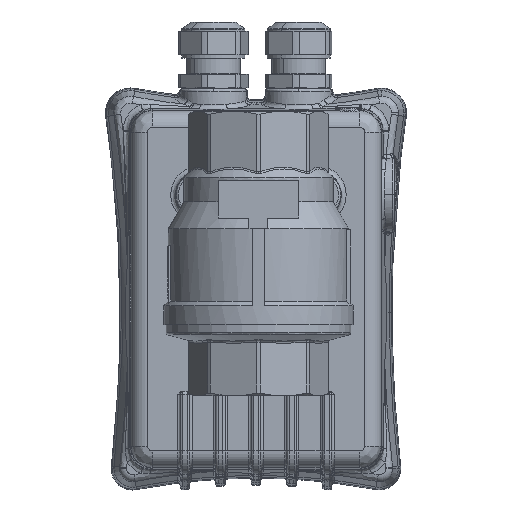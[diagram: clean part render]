
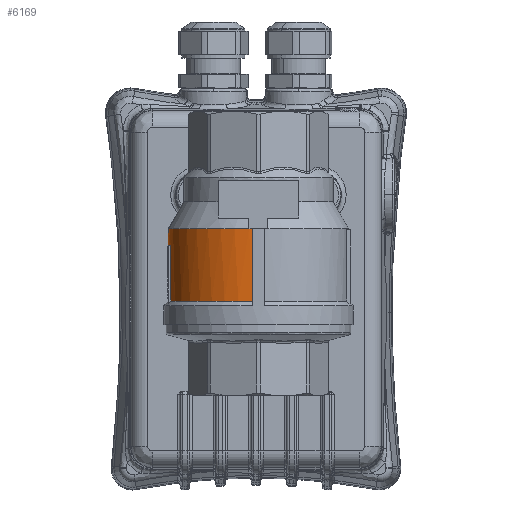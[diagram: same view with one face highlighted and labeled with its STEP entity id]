
A CAD part, front view. The second image highlights one B-rep face of the part: STEP entity #6169.
In plain terms, the highlighted cylindrical face has radius 38 mm (diameter 76 mm), a partial arc.
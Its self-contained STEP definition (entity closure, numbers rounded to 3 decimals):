
#422 = EDGE_CURVE ( 'NONE', #52291, #24147, #108011, .T. ) ;
#2540 = EDGE_CURVE ( 'NONE', #70863, #40545, #83176, .T. ) ;
#5672 = DIRECTION ( 'NONE',  ( -1., 0., 0. ) ) ;
#5947 = CARTESIAN_POINT ( 'NONE',  ( -3.5, 0., -38. ) ) ;
#6169 = ADVANCED_FACE ( 'NONE', ( #35531 ), #63239, .T. ) ;
#6233 = VERTEX_POINT ( 'NONE', #52558 ) ;
#6397 = ORIENTED_EDGE ( 'NONE', *, *, #2540, .F. ) ;
#6979 = DIRECTION ( 'NONE',  ( -1., 0., 0. ) ) ;
#7682 = VECTOR ( 'NONE', #88046, 1000. ) ;
#10742 = DIRECTION ( 'NONE',  ( 1., 0., 0. ) ) ;
#11129 = CARTESIAN_POINT ( 'NONE',  ( 4.729, -8.5, -37.037 ) ) ;
#13280 = LINE ( 'NONE', #33819, #103513 ) ;
#14146 = ORIENTED_EDGE ( 'NONE', *, *, #43874, .T. ) ;
#16417 = CARTESIAN_POINT ( 'NONE',  ( -10.542, 0., -38. ) ) ;
#18850 = CIRCLE ( 'NONE', #108678, 38. ) ;
#20257 = ORIENTED_EDGE ( 'NONE', *, *, #57129, .T. ) ;
#23475 = DIRECTION ( 'NONE',  ( 0., 0., -1. ) ) ;
#24147 = VERTEX_POINT ( 'NONE', #103081 ) ;
#26611 = LINE ( 'NONE', #11129, #41924 ) ;
#28801 = DIRECTION ( 'NONE',  ( 1., 0., 0. ) ) ;
#33440 = EDGE_LOOP ( 'NONE', ( #6397, #14146, #103151, #37542, #52640, #20257, #66870 ) ) ;
#33819 = CARTESIAN_POINT ( 'NONE',  ( 4.729, -37.918, -2.5 ) ) ;
#35531 = FACE_OUTER_BOUND ( 'NONE', #33440, .T. ) ;
#37542 = ORIENTED_EDGE ( 'NONE', *, *, #82431, .T. ) ;
#38404 = CARTESIAN_POINT ( 'NONE',  ( 20., -8.5, -37.037 ) ) ;
#40545 = VERTEX_POINT ( 'NONE', #89765 ) ;
#40729 = DIRECTION ( 'NONE',  ( 0., 0., -1. ) ) ;
#41924 = VECTOR ( 'NONE', #10742, 1000. ) ;
#43874 = EDGE_CURVE ( 'NONE', #70863, #112280, #70162, .T. ) ;
#47629 = DIRECTION ( 'NONE',  ( 0., 0., -1. ) ) ;
#48252 = CARTESIAN_POINT ( 'NONE',  ( -3.5, -8.5, -37.037 ) ) ;
#49247 = CARTESIAN_POINT ( 'NONE',  ( -3.5, 0., 0. ) ) ;
#49886 = DIRECTION ( 'NONE',  ( 1., 0., 0. ) ) ;
#52291 = VERTEX_POINT ( 'NONE', #38404 ) ;
#52374 = CARTESIAN_POINT ( 'NONE',  ( 4.729, 0., -38. ) ) ;
#52558 = CARTESIAN_POINT ( 'NONE',  ( -10.542, -37.918, -2.5 ) ) ;
#52640 = ORIENTED_EDGE ( 'NONE', *, *, #422, .T. ) ;
#54565 = VERTEX_POINT ( 'NONE', #48252 ) ;
#57129 = EDGE_CURVE ( 'NONE', #24147, #6233, #13280, .T. ) ;
#63239 = CYLINDRICAL_SURFACE ( 'NONE', #77522, 38. ) ;
#63718 = CARTESIAN_POINT ( 'NONE',  ( -10.542, 0., 0. ) ) ;
#66870 = ORIENTED_EDGE ( 'NONE', *, *, #72949, .T. ) ;
#68467 = EDGE_CURVE ( 'NONE', #112280, #54565, #96615, .T. ) ;
#70011 = AXIS2_PLACEMENT_3D ( 'NONE', #75496, #100765, #47629 ) ;
#70162 = LINE ( 'NONE', #52374, #7682 ) ;
#70863 = VERTEX_POINT ( 'NONE', #16417 ) ;
#72949 = EDGE_CURVE ( 'NONE', #6233, #40545, #18850, .T. ) ;
#75496 = CARTESIAN_POINT ( 'NONE',  ( 20., 0., 0. ) ) ;
#76602 = CARTESIAN_POINT ( 'NONE',  ( 4.729, 0., 0. ) ) ;
#77016 = CARTESIAN_POINT ( 'NONE',  ( -10.542, 0., 0. ) ) ;
#77522 = AXIS2_PLACEMENT_3D ( 'NONE', #76602, #49886, #23475 ) ;
#78189 = DIRECTION ( 'NONE',  ( 0., 0., -1. ) ) ;
#82431 = EDGE_CURVE ( 'NONE', #54565, #52291, #26611, .T. ) ;
#83176 = CIRCLE ( 'NONE', #86761, 38. ) ;
#86553 = AXIS2_PLACEMENT_3D ( 'NONE', #49247, #5672, #40729 ) ;
#86761 = AXIS2_PLACEMENT_3D ( 'NONE', #77016, #104949, #78189 ) ;
#88046 = DIRECTION ( 'NONE',  ( 1., 0., 0. ) ) ;
#89765 = CARTESIAN_POINT ( 'NONE',  ( -10.542, -37.789, -4. ) ) ;
#90862 = DIRECTION ( 'NONE',  ( 0., 0., -1. ) ) ;
#96615 = CIRCLE ( 'NONE', #86553, 38. ) ;
#100765 = DIRECTION ( 'NONE',  ( -1., 0., 0. ) ) ;
#103081 = CARTESIAN_POINT ( 'NONE',  ( 20., -37.918, -2.5 ) ) ;
#103151 = ORIENTED_EDGE ( 'NONE', *, *, #68467, .T. ) ;
#103513 = VECTOR ( 'NONE', #6979, 1000. ) ;
#104949 = DIRECTION ( 'NONE',  ( -1., 0., 0. ) ) ;
#108011 = CIRCLE ( 'NONE', #70011, 38. ) ;
#108678 = AXIS2_PLACEMENT_3D ( 'NONE', #63718, #28801, #90862 ) ;
#112280 = VERTEX_POINT ( 'NONE', #5947 ) ;
